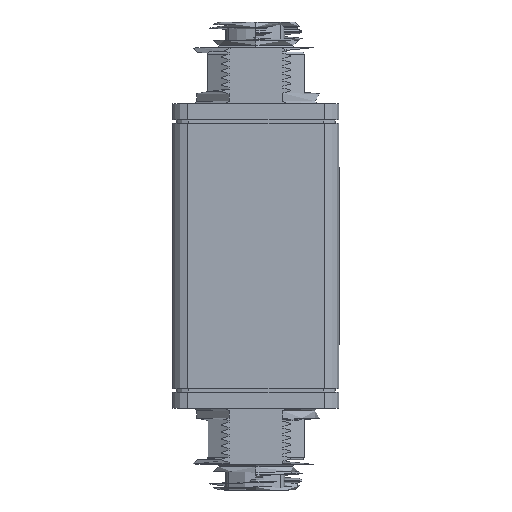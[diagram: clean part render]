
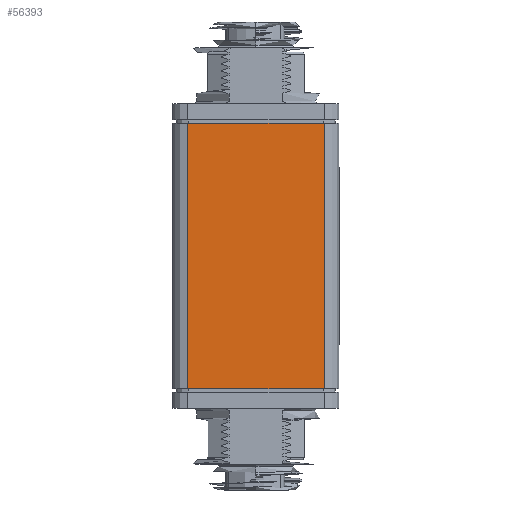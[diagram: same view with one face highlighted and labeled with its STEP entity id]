
A CAD part, left-side view. The second image highlights one B-rep face of the part: STEP entity #56393.
In plain terms, the highlighted planar face has unit normal (-1, 0, 0).
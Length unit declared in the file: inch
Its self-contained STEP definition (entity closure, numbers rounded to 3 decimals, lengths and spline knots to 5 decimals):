
#1757 = ORIENTED_EDGE ( 'NONE', *, *, #7377, .T. ) ;
#7377 = EDGE_CURVE ( 'NONE', #44869, #126751, #50436, .T. ) ;
#10694 = DIRECTION ( 'NONE',  ( 0., -1., 0. ) ) ;
#18740 = CARTESIAN_POINT ( 'NONE',  ( 0., 0., 1.125 ) ) ;
#21365 = EDGE_LOOP ( 'NONE', ( #67204, #142052, #30172, #1757 ) ) ;
#30050 = DIRECTION ( 'NONE',  ( 0., 0., 1. ) ) ;
#30172 = ORIENTED_EDGE ( 'NONE', *, *, #142113, .T. ) ;
#32215 = DIRECTION ( 'NONE',  ( 0., 0., -1. ) ) ;
#32285 = EDGE_CURVE ( 'NONE', #127089, #134043, #163504, .T. ) ;
#36569 = CARTESIAN_POINT ( 'NONE',  ( 0., 1.285, 1.125 ) ) ;
#39504 = AXIS2_PLACEMENT_3D ( 'NONE', #18740, #137034, #32215 ) ;
#44869 = VERTEX_POINT ( 'NONE', #159291 ) ;
#46482 = LINE ( 'NONE', #109818, #123913 ) ;
#50436 = LINE ( 'NONE', #71559, #146864 ) ;
#56393 = ADVANCED_FACE ( 'NONE', ( #57718 ), #149964, .F. ) ;
#57384 = CARTESIAN_POINT ( 'NONE',  ( 0., 1.285, -1.125 ) ) ;
#57718 = FACE_OUTER_BOUND ( 'NONE', #21365, .T. ) ;
#62409 = DIRECTION ( 'NONE',  ( 0., 0., -1. ) ) ;
#67204 = ORIENTED_EDGE ( 'NONE', *, *, #94223, .F. ) ;
#68684 = CARTESIAN_POINT ( 'NONE',  ( 0., 0.125, 1.125 ) ) ;
#71559 = CARTESIAN_POINT ( 'NONE',  ( 0., 0.125, 1.125 ) ) ;
#76707 = DIRECTION ( 'NONE',  ( 0., -1., 0. ) ) ;
#90789 = CARTESIAN_POINT ( 'NONE',  ( 0., 1.285, 1.125 ) ) ;
#90950 = CARTESIAN_POINT ( 'NONE',  ( 0., 0., 1.125 ) ) ;
#94223 = EDGE_CURVE ( 'NONE', #127089, #126751, #135313, .T. ) ;
#109818 = CARTESIAN_POINT ( 'NONE',  ( 0., 0., -1.125 ) ) ;
#123913 = VECTOR ( 'NONE', #76707, 39.37008 ) ;
#126751 = VERTEX_POINT ( 'NONE', #68684 ) ;
#127089 = VERTEX_POINT ( 'NONE', #90789 ) ;
#134043 = VERTEX_POINT ( 'NONE', #57384 ) ;
#135313 = LINE ( 'NONE', #90950, #160633 ) ;
#137034 = DIRECTION ( 'NONE',  ( 1., 0., 0. ) ) ;
#142052 = ORIENTED_EDGE ( 'NONE', *, *, #32285, .T. ) ;
#142113 = EDGE_CURVE ( 'NONE', #134043, #44869, #46482, .T. ) ;
#146864 = VECTOR ( 'NONE', #30050, 39.37008 ) ;
#149964 = PLANE ( 'NONE',  #39504 ) ;
#159291 = CARTESIAN_POINT ( 'NONE',  ( 0., 0.125, -1.125 ) ) ;
#160633 = VECTOR ( 'NONE', #10694, 39.37008 ) ;
#163504 = LINE ( 'NONE', #36569, #167684 ) ;
#167684 = VECTOR ( 'NONE', #62409, 39.37008 ) ;
